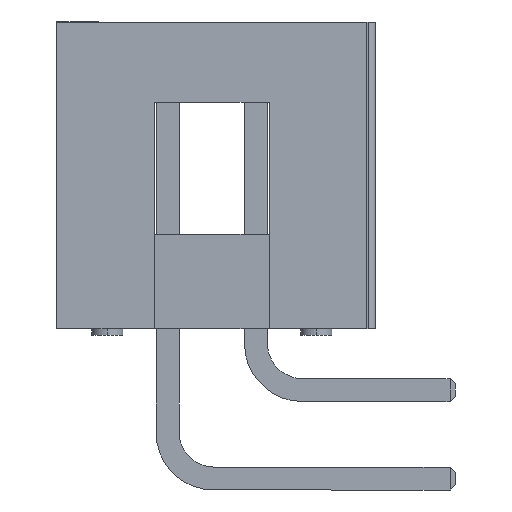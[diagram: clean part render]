
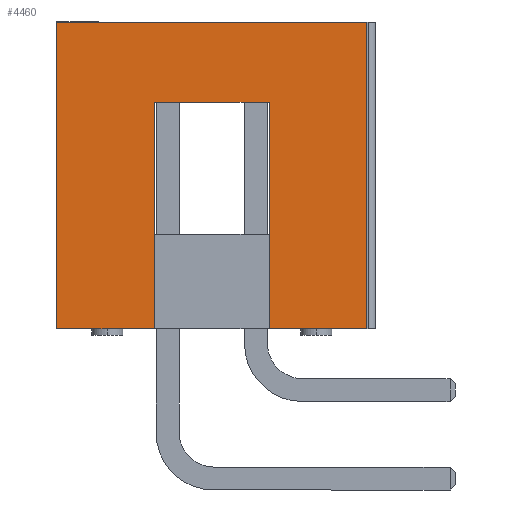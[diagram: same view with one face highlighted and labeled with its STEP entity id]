
A CAD part, left-side view. The second image highlights one B-rep face of the part: STEP entity #4460.
In plain terms, the highlighted planar face has unit normal (-1, 0, 0).
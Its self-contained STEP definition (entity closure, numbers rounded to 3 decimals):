
#76 = AXIS2_PLACEMENT_3D ( 'NONE', #7907, #9521, #8760 ) ;
#98 = EDGE_LOOP ( 'NONE', ( #2908, #7625, #4093, #8779, #3764, #6410, #8284, #483 ) ) ;
#115 = VECTOR ( 'NONE', #4612, 1000. ) ;
#347 = DIRECTION ( 'NONE',  ( 0., 0., 1. ) ) ;
#440 = CARTESIAN_POINT ( 'NONE',  ( 0., 0., 0. ) ) ;
#483 = ORIENTED_EDGE ( 'NONE', *, *, #4461, .F. ) ;
#625 = VERTEX_POINT ( 'NONE', #5718 ) ;
#1269 = VERTEX_POINT ( 'NONE', #9898 ) ;
#1488 = VECTOR ( 'NONE', #4209, 1000. ) ;
#1604 = LINE ( 'NONE', #7224, #7391 ) ;
#1767 = CARTESIAN_POINT ( 'NONE',  ( 0., 0., -8.8 ) ) ;
#1829 = VERTEX_POINT ( 'NONE', #7425 ) ;
#1876 = VERTEX_POINT ( 'NONE', #1767 ) ;
#2341 = LINE ( 'NONE', #10729, #5482 ) ;
#2908 = ORIENTED_EDGE ( 'NONE', *, *, #7347, .F. ) ;
#3352 = CARTESIAN_POINT ( 'NONE',  ( 0., 0., 0. ) ) ;
#3462 = DIRECTION ( 'NONE',  ( 0., -1., 0. ) ) ;
#3518 = LINE ( 'NONE', #9663, #115 ) ;
#3613 = LINE ( 'NONE', #7830, #8481 ) ;
#3764 = ORIENTED_EDGE ( 'NONE', *, *, #9820, .F. ) ;
#3978 = CARTESIAN_POINT ( 'NONE',  ( 0., 0., -8.8 ) ) ;
#4093 = ORIENTED_EDGE ( 'NONE', *, *, #8714, .T. ) ;
#4095 = DIRECTION ( 'NONE',  ( 0., -1., 0. ) ) ;
#4097 = CARTESIAN_POINT ( 'NONE',  ( 0., 8.9, 0. ) ) ;
#4209 = DIRECTION ( 'NONE',  ( 0., 0., -1. ) ) ;
#4253 = VECTOR ( 'NONE', #3462, 1000. ) ;
#4368 = VERTEX_POINT ( 'NONE', #6160 ) ;
#4460 = ADVANCED_FACE ( 'NONE', ( #10704 ), #9652, .T. ) ;
#4461 = EDGE_CURVE ( 'NONE', #1829, #1269, #3613, .T. ) ;
#4558 = DIRECTION ( 'NONE',  ( 0., 1., 0. ) ) ;
#4612 = DIRECTION ( 'NONE',  ( 0., 0., 1. ) ) ;
#4655 = EDGE_CURVE ( 'NONE', #4368, #6201, #6386, .T. ) ;
#4785 = VECTOR ( 'NONE', #4095, 1000. ) ;
#4805 = EDGE_CURVE ( 'NONE', #9555, #9750, #9538, .T. ) ;
#5027 = EDGE_CURVE ( 'NONE', #1269, #6201, #6744, .T. ) ;
#5482 = VECTOR ( 'NONE', #10769, 1000. ) ;
#5718 = CARTESIAN_POINT ( 'NONE',  ( 0., 2.8, -8.8 ) ) ;
#6160 = CARTESIAN_POINT ( 'NONE',  ( 0., 8.9, -8.8 ) ) ;
#6201 = VERTEX_POINT ( 'NONE', #9730 ) ;
#6386 = LINE ( 'NONE', #3978, #4785 ) ;
#6410 = ORIENTED_EDGE ( 'NONE', *, *, #4655, .T. ) ;
#6744 = LINE ( 'NONE', #8437, #1488 ) ;
#7224 = CARTESIAN_POINT ( 'NONE',  ( 0., 0., -8.8 ) ) ;
#7347 = EDGE_CURVE ( 'NONE', #625, #1829, #10344, .T. ) ;
#7391 = VECTOR ( 'NONE', #8810, 1000. ) ;
#7425 = CARTESIAN_POINT ( 'NONE',  ( 0., 2.8, -2.3 ) ) ;
#7625 = ORIENTED_EDGE ( 'NONE', *, *, #9487, .T. ) ;
#7752 = CARTESIAN_POINT ( 'NONE',  ( 0., 2.8, -2.3 ) ) ;
#7830 = CARTESIAN_POINT ( 'NONE',  ( 0., 6.1, -2.3 ) ) ;
#7907 = CARTESIAN_POINT ( 'NONE',  ( 0., 0., -8.8 ) ) ;
#8284 = ORIENTED_EDGE ( 'NONE', *, *, #5027, .F. ) ;
#8437 = CARTESIAN_POINT ( 'NONE',  ( 0., 6.1, -2.3 ) ) ;
#8481 = VECTOR ( 'NONE', #4558, 1000. ) ;
#8625 = VECTOR ( 'NONE', #347, 1000. ) ;
#8714 = EDGE_CURVE ( 'NONE', #1876, #9750, #1604, .T. ) ;
#8760 = DIRECTION ( 'NONE',  ( 0., 0., 1. ) ) ;
#8779 = ORIENTED_EDGE ( 'NONE', *, *, #4805, .F. ) ;
#8810 = DIRECTION ( 'NONE',  ( 0., 0., 1. ) ) ;
#9487 = EDGE_CURVE ( 'NONE', #625, #1876, #2341, .T. ) ;
#9521 = DIRECTION ( 'NONE',  ( -1., 0., 0. ) ) ;
#9538 = LINE ( 'NONE', #3352, #4253 ) ;
#9555 = VERTEX_POINT ( 'NONE', #4097 ) ;
#9652 = PLANE ( 'NONE',  #76 ) ;
#9663 = CARTESIAN_POINT ( 'NONE',  ( 0., 8.9, -8.8 ) ) ;
#9730 = CARTESIAN_POINT ( 'NONE',  ( 0., 6.1, -8.8 ) ) ;
#9750 = VERTEX_POINT ( 'NONE', #440 ) ;
#9820 = EDGE_CURVE ( 'NONE', #4368, #9555, #3518, .T. ) ;
#9898 = CARTESIAN_POINT ( 'NONE',  ( 0., 6.1, -2.3 ) ) ;
#10344 = LINE ( 'NONE', #7752, #8625 ) ;
#10704 = FACE_OUTER_BOUND ( 'NONE', #98, .T. ) ;
#10729 = CARTESIAN_POINT ( 'NONE',  ( 0., 0., -8.8 ) ) ;
#10769 = DIRECTION ( 'NONE',  ( 0., -1., 0. ) ) ;
